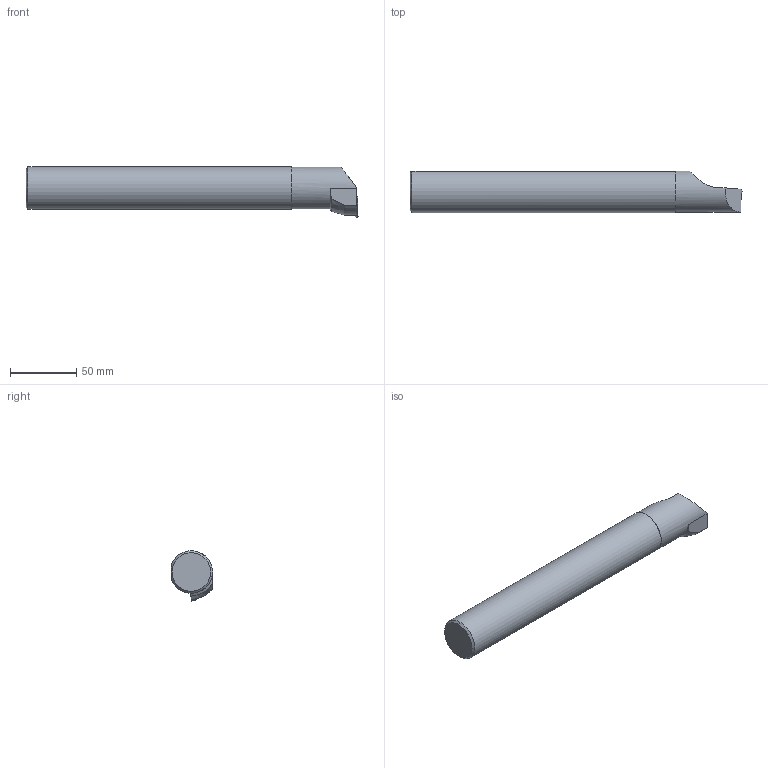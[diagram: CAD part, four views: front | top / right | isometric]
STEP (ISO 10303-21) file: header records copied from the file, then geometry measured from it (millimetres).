
FILE_DESCRIPTION((''),'2;1');
FILE_NAME('309-094-002_QU1_ASM','2017-03-13T',('piechottad'),(''),'CREO PARAMETRIC BY PTC INC, 2016380','CREO PARAMETRIC BY PTC INC, 2016380','');
FILE_SCHEMA(('AUTOMOTIVE_DESIGN { 1 0 10303 214 1 1 1 1 }'));
Length unit declared in the file: millimetre
Products named in the file (3): 70728232NC; 70728232C; 309-094-002_QU1_ASM
Assembly tree (2 placements, depth 2):
  309-094-002_QU1_ASM
    70728232NC
    70728232C
Bounding box: 249.99 x 31 x 38.01 mm (x, y, z)
Volume: 186170.5 mm3; surface area: 26225 mm2
Topology: 2 solids, 2 shells, 32 faces, 88 edges, 60 vertices
Faces by surface type: plane 15, cylinder 9, cone 6, torus 2
Entity records: 2699 total; most frequent: CARTESIAN_POINT 380, DIRECTION 245, ORIENTED_EDGE 160, PRESENTATION_STYLE_ASSIGNMENT 155, STYLED_ITEM 155, CURVE_STYLE 139, PROPERTY_DEFINITION 127, REPRESENTATION 125
